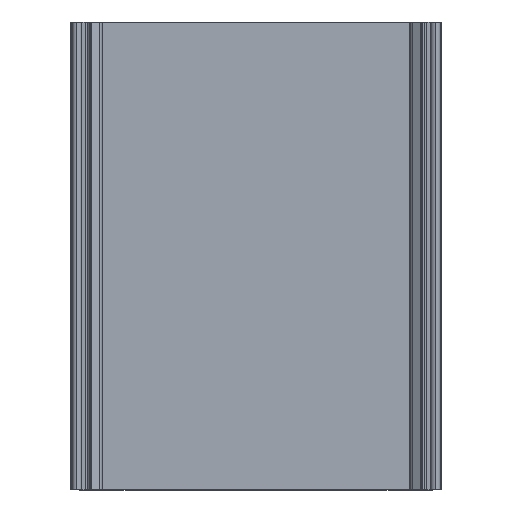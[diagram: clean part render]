
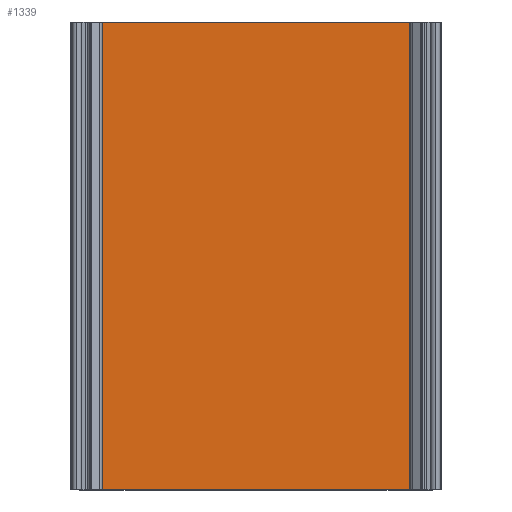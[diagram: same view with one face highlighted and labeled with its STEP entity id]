
A CAD part, top view. The second image highlights one B-rep face of the part: STEP entity #1339.
In plain terms, the highlighted planar face has unit normal (0, 0, 1).
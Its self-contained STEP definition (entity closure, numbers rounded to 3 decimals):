
#29 = CARTESIAN_POINT ( 'NONE',  ( 67.948, 0., 2.5 ) ) ;
#159 = DIRECTION ( 'NONE',  ( 0., 0., 1. ) ) ;
#255 = LINE ( 'NONE', #1007, #2508 ) ;
#310 = VECTOR ( 'NONE', #754, 1000. ) ;
#351 = EDGE_LOOP ( 'NONE', ( #887, #1503, #2206, #1459 ) ) ;
#425 = DIRECTION ( 'NONE',  ( 0., -1., 0. ) ) ;
#548 = FACE_OUTER_BOUND ( 'NONE', #351, .T. ) ;
#600 = VERTEX_POINT ( 'NONE', #755 ) ;
#754 = DIRECTION ( 'NONE',  ( -1., 0., 0. ) ) ;
#755 = CARTESIAN_POINT ( 'NONE',  ( 67.948, 0., 2.5 ) ) ;
#765 = AXIS2_PLACEMENT_3D ( 'NONE', #1342, #159, #1525 ) ;
#846 = EDGE_CURVE ( 'NONE', #600, #1718, #2287, .T. ) ;
#883 = EDGE_CURVE ( 'NONE', #1240, #600, #255, .T. ) ;
#887 = ORIENTED_EDGE ( 'NONE', *, *, #883, .T. ) ;
#946 = PLANE ( 'NONE',  #765 ) ;
#955 = CARTESIAN_POINT ( 'NONE',  ( -67.948, 200., 2.5 ) ) ;
#1007 = CARTESIAN_POINT ( 'NONE',  ( -67.948, 0., 2.5 ) ) ;
#1198 = DIRECTION ( 'NONE',  ( 1., 0., 0. ) ) ;
#1240 = VERTEX_POINT ( 'NONE', #1302 ) ;
#1302 = CARTESIAN_POINT ( 'NONE',  ( -67.948, 0., 2.5 ) ) ;
#1329 = EDGE_CURVE ( 'NONE', #1718, #2079, #2383, .T. ) ;
#1339 = ADVANCED_FACE ( 'NONE', ( #548 ), #946, .T. ) ;
#1342 = CARTESIAN_POINT ( 'NONE',  ( -67.948, 0., 2.5 ) ) ;
#1459 = ORIENTED_EDGE ( 'NONE', *, *, #2332, .T. ) ;
#1503 = ORIENTED_EDGE ( 'NONE', *, *, #846, .T. ) ;
#1516 = VECTOR ( 'NONE', #425, 1000. ) ;
#1525 = DIRECTION ( 'NONE',  ( 1., 0., 0. ) ) ;
#1551 = LINE ( 'NONE', #2177, #1516 ) ;
#1718 = VERTEX_POINT ( 'NONE', #2180 ) ;
#1745 = VECTOR ( 'NONE', #2213, 1000. ) ;
#1884 = CARTESIAN_POINT ( 'NONE',  ( -67.948, 200., 2.5 ) ) ;
#2079 = VERTEX_POINT ( 'NONE', #1884 ) ;
#2177 = CARTESIAN_POINT ( 'NONE',  ( -67.948, 0., 2.5 ) ) ;
#2180 = CARTESIAN_POINT ( 'NONE',  ( 67.948, 200., 2.5 ) ) ;
#2206 = ORIENTED_EDGE ( 'NONE', *, *, #1329, .T. ) ;
#2213 = DIRECTION ( 'NONE',  ( 0., 1., 0. ) ) ;
#2287 = LINE ( 'NONE', #29, #1745 ) ;
#2332 = EDGE_CURVE ( 'NONE', #2079, #1240, #1551, .T. ) ;
#2383 = LINE ( 'NONE', #955, #310 ) ;
#2508 = VECTOR ( 'NONE', #1198, 1000. ) ;
